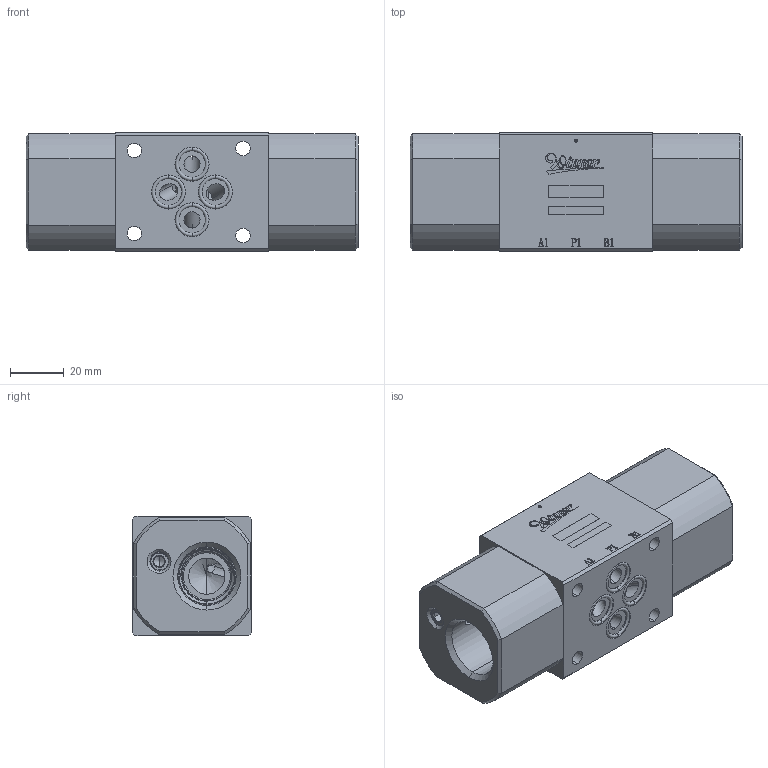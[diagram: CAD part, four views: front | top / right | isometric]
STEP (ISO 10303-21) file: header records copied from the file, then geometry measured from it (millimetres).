
FILE_DESCRIPTION (( 'STEP AP203' ), '1' );
FILE_NAME ('MH03CDW-11A3-11A3-Z01.STEP', '2025-01-10T00:23:00', ( 'user' ), ( '' ), 'SwSTEP 2.0', 'SolidWorks 2018', '' );
FILE_SCHEMA (( 'CONFIG_CONTROL_DESIGN' ));
Length unit declared in the file: millimetre
Products named in the file (4): 4KAA012AA001_W3046用; 5DBP00A002; MH03CDW-11A3-11A3-Z01; 6EC03040CDWXXA004_組合用
Assembly tree (7 placements, depth 2):
  MH03CDW-11A3-11A3-Z01
    4KAA012AA001_W3046用  x4
    5DBP00A002  x2
    6EC03040CDWXXA004_組合用
Bounding box: 123.88 x 44.55 x 44.5 mm (x, y, z)
Volume: 180971.3 mm3; surface area: 41178 mm2
Topology: 7 solids, 7 shells, 651 faces, 1784 edges, 1137 vertices
Faces by surface type: cylinder 281, plane 201, cone 90, bspline 63, torus 16
Entity records: 28086 total; most frequent: CARTESIAN_POINT 12881, ORIENTED_EDGE 3280, DIRECTION 2859, EDGE_CURVE 1640, VERTEX_POINT 1068, AXIS2_PLACEMENT_3D 1030, LINE 799, VECTOR 799
